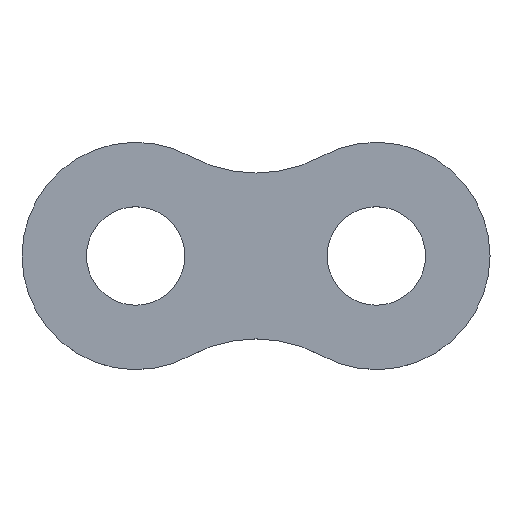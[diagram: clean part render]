
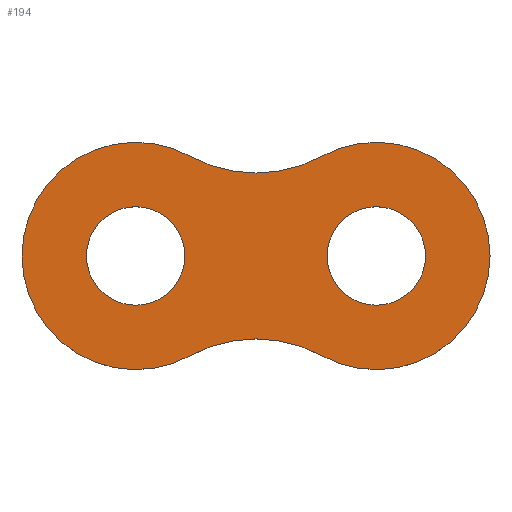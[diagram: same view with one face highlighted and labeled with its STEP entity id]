
A CAD part, top view. The second image highlights one B-rep face of the part: STEP entity #194.
In plain terms, the highlighted planar face has unit normal (0, 0, 1).
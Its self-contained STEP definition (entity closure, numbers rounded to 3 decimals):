
#72=PLANE('',#227);
#102=ORIENTED_EDGE('',*,*,#116,.F.);
#103=ORIENTED_EDGE('',*,*,#120,.F.);
#104=ORIENTED_EDGE('',*,*,#123,.F.);
#105=ORIENTED_EDGE('',*,*,#127,.F.);
#106=ORIENTED_EDGE('',*,*,#124,.T.);
#107=ORIENTED_EDGE('',*,*,#128,.T.);
#116=EDGE_CURVE('',#132,#133,#143,.F.);
#120=EDGE_CURVE('',#135,#132,#145,.F.);
#123=EDGE_CURVE('',#137,#135,#147,.F.);
#124=EDGE_CURVE('',#138,#138,#148,.F.);
#127=EDGE_CURVE('',#133,#137,#151,.F.);
#128=EDGE_CURVE('',#140,#140,#152,.F.);
#132=VERTEX_POINT('',#329);
#133=VERTEX_POINT('',#331);
#135=VERTEX_POINT('',#337);
#137=VERTEX_POINT('',#343);
#138=VERTEX_POINT('',#347);
#140=VERTEX_POINT('',#355);
#143=CIRCLE('',#211,7.5);
#145=CIRCLE('',#214,9.03);
#147=CIRCLE('',#217,7.5);
#148=CIRCLE('',#219,3.25);
#151=CIRCLE('',#223,9.03);
#152=CIRCLE('',#225,3.25);
#162=EDGE_LOOP('',(#102,#103,#104,#105));
#163=EDGE_LOOP('',(#106));
#164=EDGE_LOOP('',(#107));
#176=FACE_BOUND('',#162,.T.);
#177=FACE_BOUND('',#163,.T.);
#178=FACE_BOUND('',#164,.T.);
#194=ADVANCED_FACE('',(#176,#177,#178),#72,.T.);
#211=AXIS2_PLACEMENT_3D('',#330,#252,#253);
#214=AXIS2_PLACEMENT_3D('',#338,#260,#261);
#217=AXIS2_PLACEMENT_3D('',#344,#267,#268);
#219=AXIS2_PLACEMENT_3D('',#346,#271,#272);
#223=AXIS2_PLACEMENT_3D('',#352,#279,#280);
#225=AXIS2_PLACEMENT_3D('',#354,#283,#284);
#227=AXIS2_PLACEMENT_3D('',#358,#287,#288);
#252=DIRECTION('',(0.,0.,1.));
#253=DIRECTION('',(1.,0.,0.));
#260=DIRECTION('',(0.,0.,-1.));
#261=DIRECTION('',(1.,0.,0.));
#267=DIRECTION('',(0.,0.,1.));
#268=DIRECTION('',(1.,0.,0.));
#271=DIRECTION('',(0.,0.,1.));
#272=DIRECTION('',(1.,0.,0.));
#279=DIRECTION('',(0.,0.,-1.));
#280=DIRECTION('',(1.,0.,0.));
#283=DIRECTION('',(0.,0.,1.));
#284=DIRECTION('',(1.,0.,0.));
#287=DIRECTION('',(0.,0.,1.));
#288=DIRECTION('',(1.,0.,0.));
#329=CARTESIAN_POINT('',(-4.336,-6.579,2.));
#330=CARTESIAN_POINT('',(-7.938,0.,2.));
#331=CARTESIAN_POINT('',(-4.336,6.579,2.));
#337=CARTESIAN_POINT('',(4.336,-6.579,2.));
#338=CARTESIAN_POINT('',(0.,-14.5,2.));
#343=CARTESIAN_POINT('',(4.336,6.579,2.));
#344=CARTESIAN_POINT('',(7.938,0.,2.));
#346=CARTESIAN_POINT('',(-7.938,0.,2.));
#347=CARTESIAN_POINT('',(-4.688,0.,2.));
#352=CARTESIAN_POINT('',(0.,14.5,2.));
#354=CARTESIAN_POINT('',(7.938,0.,2.));
#355=CARTESIAN_POINT('',(11.188,0.,2.));
#358=CARTESIAN_POINT('',(-3.969,-7.25,2.));
